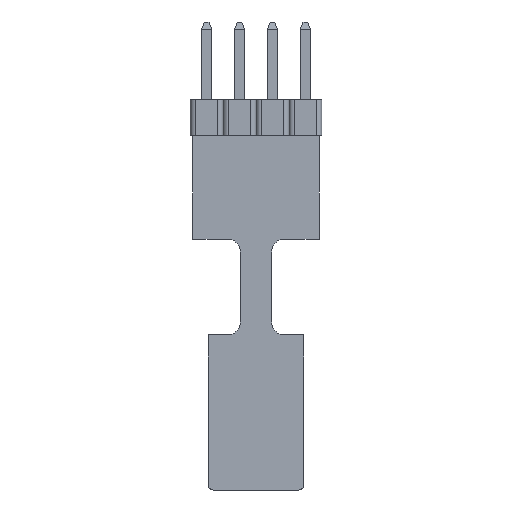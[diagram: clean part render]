
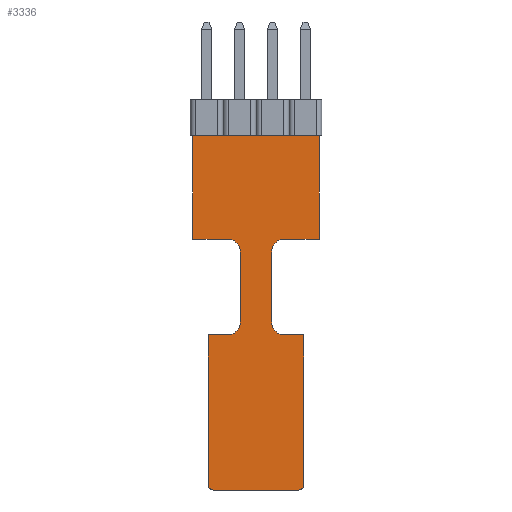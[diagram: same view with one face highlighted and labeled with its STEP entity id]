
A CAD part, front view. The second image highlights one B-rep face of the part: STEP entity #3336.
In plain terms, the highlighted planar face has unit normal (0, -1, 0).
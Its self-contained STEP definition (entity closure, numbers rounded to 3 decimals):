
#3 = DIRECTION ( 'NONE',  ( 0., 0., 1. ) ) ;
#5 = EDGE_CURVE ( 'NONE', #4369, #3098, #3537, .T. ) ;
#18 = AXIS2_PLACEMENT_3D ( 'NONE', #2266, #3426, #2642 ) ;
#21 = DIRECTION ( 'NONE',  ( 1., 0., 0. ) ) ;
#88 = DIRECTION ( 'NONE',  ( 0., -1., 0. ) ) ;
#110 = CARTESIAN_POINT ( 'NONE',  ( -1.1, 0., -4.5 ) ) ;
#160 = CARTESIAN_POINT ( 'NONE',  ( 0.6, 0., -4.5 ) ) ;
#167 = CARTESIAN_POINT ( 'NONE',  ( -2.45, 0., 0. ) ) ;
#210 = VECTOR ( 'NONE', #1596, 1000. ) ;
#211 = ORIENTED_EDGE ( 'NONE', *, *, #1150, .F. ) ;
#294 = CARTESIAN_POINT ( 'NONE',  ( -1.85, 0., -7.7 ) ) ;
#303 = LINE ( 'NONE', #294, #908 ) ;
#328 = DIRECTION ( 'NONE',  ( 0., 0., -1. ) ) ;
#334 = VERTEX_POINT ( 'NONE', #167 ) ;
#348 = CARTESIAN_POINT ( 'NONE',  ( 1.85, 0., -13.5 ) ) ;
#351 = CARTESIAN_POINT ( 'NONE',  ( -1.65, 0., -13.5 ) ) ;
#364 = AXIS2_PLACEMENT_3D ( 'NONE', #351, #726, #2212 ) ;
#461 = CIRCLE ( 'NONE', #1939, 0.2 ) ;
#478 = DIRECTION ( 'NONE',  ( 0., 0., -1. ) ) ;
#491 = DIRECTION ( 'NONE',  ( 0., 0., 1. ) ) ;
#516 = ORIENTED_EDGE ( 'NONE', *, *, #1058, .F. ) ;
#648 = DIRECTION ( 'NONE',  ( 0., 0., 1. ) ) ;
#677 = AXIS2_PLACEMENT_3D ( 'NONE', #4235, #88, #478 ) ;
#681 = LINE ( 'NONE', #1723, #2466 ) ;
#716 = CARTESIAN_POINT ( 'NONE',  ( 2.45, 0., 0. ) ) ;
#726 = DIRECTION ( 'NONE',  ( 0., -1., 0. ) ) ;
#739 = EDGE_CURVE ( 'NONE', #4654, #4304, #4518, .T. ) ;
#856 = CARTESIAN_POINT ( 'NONE',  ( 0.6, 0., -7.2 ) ) ;
#861 = VECTOR ( 'NONE', #4049, 1000. ) ;
#875 = VERTEX_POINT ( 'NONE', #2344 ) ;
#908 = VECTOR ( 'NONE', #648, 1000. ) ;
#927 = VERTEX_POINT ( 'NONE', #3906 ) ;
#946 = VECTOR ( 'NONE', #1071, 1000. ) ;
#1003 = ORIENTED_EDGE ( 'NONE', *, *, #3787, .F. ) ;
#1058 = EDGE_CURVE ( 'NONE', #3206, #3799, #681, .T. ) ;
#1071 = DIRECTION ( 'NONE',  ( 0., 0., -1. ) ) ;
#1084 = DIRECTION ( 'NONE',  ( 0., 0., -1. ) ) ;
#1146 = CARTESIAN_POINT ( 'NONE',  ( 1.65, 0., -13.7 ) ) ;
#1150 = EDGE_CURVE ( 'NONE', #1883, #1628, #4519, .T. ) ;
#1161 = AXIS2_PLACEMENT_3D ( 'NONE', #1725, #3665, #3243 ) ;
#1171 = FACE_OUTER_BOUND ( 'NONE', #2567, .T. ) ;
#1202 = CARTESIAN_POINT ( 'NONE',  ( -2.45, 0., -4. ) ) ;
#1227 = LINE ( 'NONE', #4088, #4906 ) ;
#1248 = CARTESIAN_POINT ( 'NONE',  ( -1.1, 0., -4.5 ) ) ;
#1288 = DIRECTION ( 'NONE',  ( 1., 0., 0. ) ) ;
#1330 = ORIENTED_EDGE ( 'NONE', *, *, #3145, .F. ) ;
#1337 = ORIENTED_EDGE ( 'NONE', *, *, #3438, .F. ) ;
#1341 = EDGE_CURVE ( 'NONE', #3778, #4539, #303, .T. ) ;
#1370 = CARTESIAN_POINT ( 'NONE',  ( 1.1, 0., -7.7 ) ) ;
#1374 = CARTESIAN_POINT ( 'NONE',  ( -0.6, 0., -4.5 ) ) ;
#1451 = ORIENTED_EDGE ( 'NONE', *, *, #3587, .F. ) ;
#1493 = CARTESIAN_POINT ( 'NONE',  ( 1.1, 0., -7.7 ) ) ;
#1508 = CARTESIAN_POINT ( 'NONE',  ( -1.1, 0., -4. ) ) ;
#1561 = CARTESIAN_POINT ( 'NONE',  ( 1.85, 0., -7.7 ) ) ;
#1572 = VERTEX_POINT ( 'NONE', #348 ) ;
#1595 = CARTESIAN_POINT ( 'NONE',  ( -2.45, 0., -4. ) ) ;
#1596 = DIRECTION ( 'NONE',  ( 0., 0., 1. ) ) ;
#1628 = VERTEX_POINT ( 'NONE', #1561 ) ;
#1655 = PLANE ( 'NONE',  #4313 ) ;
#1678 = DIRECTION ( 'NONE',  ( 0., 0., 1. ) ) ;
#1708 = ORIENTED_EDGE ( 'NONE', *, *, #3166, .F. ) ;
#1723 = CARTESIAN_POINT ( 'NONE',  ( -1.85, 0., -13.7 ) ) ;
#1725 = CARTESIAN_POINT ( 'NONE',  ( -1.1, 0., -7.2 ) ) ;
#1761 = LINE ( 'NONE', #2631, #210 ) ;
#1882 = ORIENTED_EDGE ( 'NONE', *, *, #739, .F. ) ;
#1883 = VERTEX_POINT ( 'NONE', #1493 ) ;
#1895 = VERTEX_POINT ( 'NONE', #1202 ) ;
#1900 = CARTESIAN_POINT ( 'NONE',  ( -0.6, 0., -4.5 ) ) ;
#1939 = AXIS2_PLACEMENT_3D ( 'NONE', #4819, #3730, #4496 ) ;
#2088 = CIRCLE ( 'NONE', #1161, 0.5 ) ;
#2105 = EDGE_CURVE ( 'NONE', #4548, #4654, #3039, .T. ) ;
#2212 = DIRECTION ( 'NONE',  ( 0., 0., 1. ) ) ;
#2266 = CARTESIAN_POINT ( 'NONE',  ( 1.1, 0., -4.5 ) ) ;
#2344 = CARTESIAN_POINT ( 'NONE',  ( -0.6, 0., -7.2 ) ) ;
#2374 = LINE ( 'NONE', #3351, #946 ) ;
#2375 = AXIS2_PLACEMENT_3D ( 'NONE', #110, #3132, #1678 ) ;
#2435 = VECTOR ( 'NONE', #1288, 1000. ) ;
#2466 = VECTOR ( 'NONE', #2840, 1000. ) ;
#2476 = ORIENTED_EDGE ( 'NONE', *, *, #4396, .F. ) ;
#2506 = EDGE_CURVE ( 'NONE', #927, #4548, #2989, .T. ) ;
#2567 = EDGE_LOOP ( 'NONE', ( #516, #3007, #4196, #211, #1708, #1451, #1882, #3785, #3083, #2723, #1330, #1003, #3047, #2476, #1337, #4584, #3284, #4636 ) ) ;
#2587 = EDGE_CURVE ( 'NONE', #3778, #3799, #3048, .T. ) ;
#2631 = CARTESIAN_POINT ( 'NONE',  ( -2.45, 0., 0. ) ) ;
#2642 = DIRECTION ( 'NONE',  ( 0., 0., -1. ) ) ;
#2723 = ORIENTED_EDGE ( 'NONE', *, *, #4288, .F. ) ;
#2840 = DIRECTION ( 'NONE',  ( -1., 0., 0. ) ) ;
#2896 = CARTESIAN_POINT ( 'NONE',  ( 2.45, 0., 0. ) ) ;
#2989 = LINE ( 'NONE', #716, #3686 ) ;
#3007 = ORIENTED_EDGE ( 'NONE', *, *, #3632, .T. ) ;
#3032 = LINE ( 'NONE', #2896, #2435 ) ;
#3039 = LINE ( 'NONE', #4739, #4675 ) ;
#3047 = ORIENTED_EDGE ( 'NONE', *, *, #5, .F. ) ;
#3048 = CIRCLE ( 'NONE', #364, 0.2 ) ;
#3058 = CARTESIAN_POINT ( 'NONE',  ( -1.65, 0., -13.7 ) ) ;
#3061 = CARTESIAN_POINT ( 'NONE',  ( -1.1, 0., -7.7 ) ) ;
#3083 = ORIENTED_EDGE ( 'NONE', *, *, #2506, .F. ) ;
#3098 = VERTEX_POINT ( 'NONE', #1508 ) ;
#3132 = DIRECTION ( 'NONE',  ( 0., -1., 0. ) ) ;
#3145 = EDGE_CURVE ( 'NONE', #1895, #334, #1761, .T. ) ;
#3147 = VECTOR ( 'NONE', #4549, 1000. ) ;
#3157 = CARTESIAN_POINT ( 'NONE',  ( -1.85, 0., -7.7 ) ) ;
#3166 = EDGE_CURVE ( 'NONE', #3728, #1883, #3885, .T. ) ;
#3206 = VERTEX_POINT ( 'NONE', #1146 ) ;
#3243 = DIRECTION ( 'NONE',  ( 0., 0., 1. ) ) ;
#3284 = ORIENTED_EDGE ( 'NONE', *, *, #1341, .F. ) ;
#3336 = ADVANCED_FACE ( 'NONE', ( #1171 ), #1655, .F. ) ;
#3343 = VERTEX_POINT ( 'NONE', #4299 ) ;
#3351 = CARTESIAN_POINT ( 'NONE',  ( 1.85, 0., -7.7 ) ) ;
#3426 = DIRECTION ( 'NONE',  ( 0., -1., 0. ) ) ;
#3438 = EDGE_CURVE ( 'NONE', #3343, #875, #2088, .T. ) ;
#3497 = LINE ( 'NONE', #3061, #4838 ) ;
#3537 = CIRCLE ( 'NONE', #2375, 0.5 ) ;
#3566 = DIRECTION ( 'NONE',  ( 0., 1., 0. ) ) ;
#3587 = EDGE_CURVE ( 'NONE', #4304, #3728, #1227, .T. ) ;
#3632 = EDGE_CURVE ( 'NONE', #3206, #1572, #461, .T. ) ;
#3650 = EDGE_CURVE ( 'NONE', #1628, #1572, #2374, .T. ) ;
#3665 = DIRECTION ( 'NONE',  ( 0., -1., 0. ) ) ;
#3686 = VECTOR ( 'NONE', #328, 1000. ) ;
#3728 = VERTEX_POINT ( 'NONE', #856 ) ;
#3730 = DIRECTION ( 'NONE',  ( 0., -1., 0. ) ) ;
#3778 = VERTEX_POINT ( 'NONE', #4232 ) ;
#3785 = ORIENTED_EDGE ( 'NONE', *, *, #2105, .F. ) ;
#3787 = EDGE_CURVE ( 'NONE', #3098, #1895, #4141, .T. ) ;
#3799 = VERTEX_POINT ( 'NONE', #3058 ) ;
#3885 = CIRCLE ( 'NONE', #677, 0.5 ) ;
#3906 = CARTESIAN_POINT ( 'NONE',  ( 2.45, 0., 0. ) ) ;
#3953 = CARTESIAN_POINT ( 'NONE',  ( 1.1, 0., -4. ) ) ;
#3985 = EDGE_CURVE ( 'NONE', #4539, #3343, #3497, .T. ) ;
#4049 = DIRECTION ( 'NONE',  ( 1., 0., 0. ) ) ;
#4088 = CARTESIAN_POINT ( 'NONE',  ( 0.6, 0., -4.5 ) ) ;
#4141 = LINE ( 'NONE', #1595, #3147 ) ;
#4196 = ORIENTED_EDGE ( 'NONE', *, *, #3650, .F. ) ;
#4232 = CARTESIAN_POINT ( 'NONE',  ( -1.85, 0., -13.5 ) ) ;
#4235 = CARTESIAN_POINT ( 'NONE',  ( 1.1, 0., -7.2 ) ) ;
#4288 = EDGE_CURVE ( 'NONE', #334, #927, #3032, .T. ) ;
#4299 = CARTESIAN_POINT ( 'NONE',  ( -1.1, 0., -7.7 ) ) ;
#4304 = VERTEX_POINT ( 'NONE', #160 ) ;
#4313 = AXIS2_PLACEMENT_3D ( 'NONE', #1248, #3566, #491 ) ;
#4338 = DIRECTION ( 'NONE',  ( -1., 0., 0. ) ) ;
#4369 = VERTEX_POINT ( 'NONE', #1900 ) ;
#4396 = EDGE_CURVE ( 'NONE', #875, #4369, #4901, .T. ) ;
#4496 = DIRECTION ( 'NONE',  ( 0., 0., 1. ) ) ;
#4518 = CIRCLE ( 'NONE', #18, 0.5 ) ;
#4519 = LINE ( 'NONE', #1370, #861 ) ;
#4539 = VERTEX_POINT ( 'NONE', #3157 ) ;
#4548 = VERTEX_POINT ( 'NONE', #4658 ) ;
#4549 = DIRECTION ( 'NONE',  ( -1., 0., 0. ) ) ;
#4584 = ORIENTED_EDGE ( 'NONE', *, *, #3985, .F. ) ;
#4636 = ORIENTED_EDGE ( 'NONE', *, *, #2587, .T. ) ;
#4654 = VERTEX_POINT ( 'NONE', #3953 ) ;
#4658 = CARTESIAN_POINT ( 'NONE',  ( 2.45, 0., -4. ) ) ;
#4675 = VECTOR ( 'NONE', #4338, 1000. ) ;
#4739 = CARTESIAN_POINT ( 'NONE',  ( 2.45, 0., -4. ) ) ;
#4819 = CARTESIAN_POINT ( 'NONE',  ( 1.65, 0., -13.5 ) ) ;
#4838 = VECTOR ( 'NONE', #21, 1000. ) ;
#4843 = VECTOR ( 'NONE', #3, 1000. ) ;
#4901 = LINE ( 'NONE', #1374, #4843 ) ;
#4906 = VECTOR ( 'NONE', #1084, 1000. ) ;
